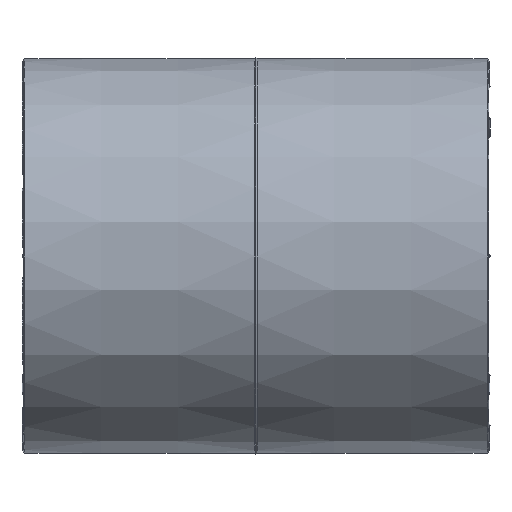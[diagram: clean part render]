
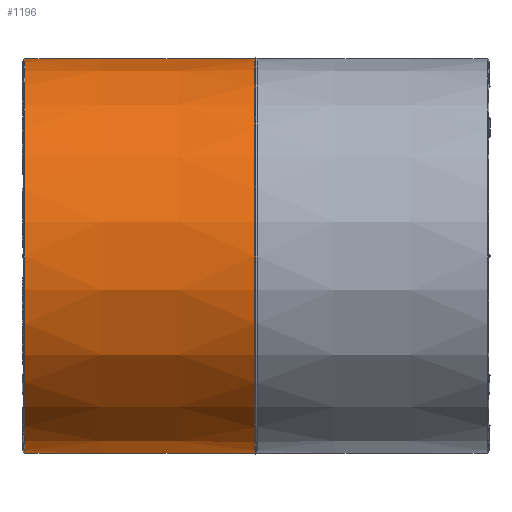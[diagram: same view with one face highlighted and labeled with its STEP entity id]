
A CAD part, left-side view. The second image highlights one B-rep face of the part: STEP entity #1196.
In plain terms, the highlighted conical face has half-angle 0.065 degrees and reference radius 37.55 mm.
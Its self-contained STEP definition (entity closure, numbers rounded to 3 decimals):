
#110=CONICAL_SURFACE('',#20164,37.55,0.065);
#1196=ADVANCED_FACE('',(#5508,#5509),#110,.T.);
#5421=CIRCLE('',#20161,37.55);
#5422=CIRCLE('',#20163,37.5);
#5508=FACE_BOUND('',#5590,.T.);
#5509=FACE_BOUND('',#5591,.T.);
#5590=EDGE_LOOP('',(#7566));
#5591=EDGE_LOOP('',(#7567));
#7566=ORIENTED_EDGE('',*,*,#15854,.T.);
#7567=ORIENTED_EDGE('',*,*,#15853,.F.);
#13758=VERTEX_POINT('',#29782);
#13759=VERTEX_POINT('',#29785);
#15853=EDGE_CURVE('',#13758,#13758,#5421,.T.);
#15854=EDGE_CURVE('',#13759,#13759,#5422,.T.);
#20161=AXIS2_PLACEMENT_3D('',#29781,#21586,#21587);
#20163=AXIS2_PLACEMENT_3D('',#29784,#21590,#21591);
#20164=AXIS2_PLACEMENT_3D('',#29786,#21592,#21593);
#21586=DIRECTION('',(0.,-1.,0.));
#21587=DIRECTION('',(0.,0.,-1.));
#21590=DIRECTION('',(0.,-1.,0.));
#21591=DIRECTION('',(0.,0.,-1.));
#21592=DIRECTION('',(0.,-1.,0.));
#21593=DIRECTION('',(0.,0.,-1.));
#29781=CARTESIAN_POINT('',(9766.485,2618.839,0.));
#29782=CARTESIAN_POINT('',(9766.485,2618.839,-37.55));
#29784=CARTESIAN_POINT('',(9766.485,2662.539,0.));
#29785=CARTESIAN_POINT('',(9766.485,2662.539,-37.5));
#29786=CARTESIAN_POINT('',(9766.485,2618.839,0.));
